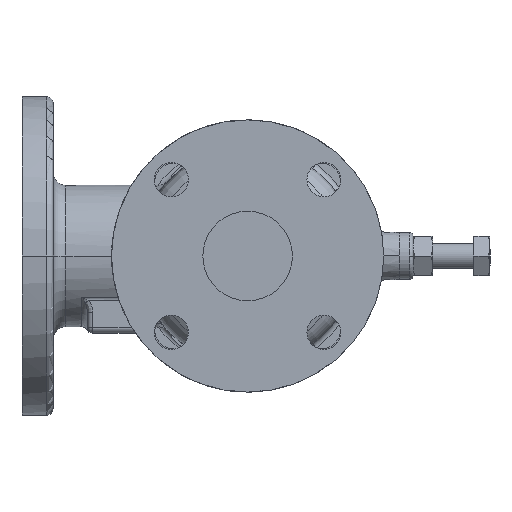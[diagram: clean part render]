
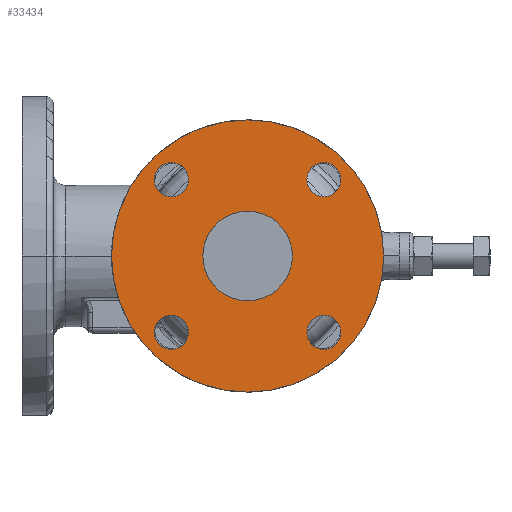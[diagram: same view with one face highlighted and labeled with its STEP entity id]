
A CAD part, left-side view. The second image highlights one B-rep face of the part: STEP entity #33434.
In plain terms, the highlighted planar face has unit normal (-1, 0, 0).
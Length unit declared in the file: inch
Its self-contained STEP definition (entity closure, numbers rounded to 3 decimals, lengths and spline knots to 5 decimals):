
#273 = CARTESIAN_POINT ( 'NONE',  ( -6.02362, -2.05131, -1.67729 ) ) ;
#555 = FACE_BOUND ( 'NONE', #35378, .T. ) ;
#710 = ORIENTED_EDGE ( 'NONE', *, *, #32359, .F. ) ;
#1441 = ORIENTED_EDGE ( 'NONE', *, *, #38181, .F. ) ;
#1712 = ORIENTED_EDGE ( 'NONE', *, *, #31906, .T. ) ;
#2105 = CARTESIAN_POINT ( 'NONE',  ( -6.02362, -0.98425, 0. ) ) ;
#2519 = CARTESIAN_POINT ( 'NONE',  ( -6.02362, 0., 0. ) ) ;
#3941 = DIRECTION ( 'NONE',  ( -1., 0., 0. ) ) ;
#4469 = VERTEX_POINT ( 'NONE', #16587 ) ;
#4539 = CIRCLE ( 'NONE', #9918, 0.37402 ) ;
#4851 = CARTESIAN_POINT ( 'NONE',  ( -6.02362, -1.30327, -1.67729 ) ) ;
#5174 = AXIS2_PLACEMENT_3D ( 'NONE', #27744, #8502, #30978 ) ;
#5185 = EDGE_CURVE ( 'NONE', #34958, #27800, #9699, .T. ) ;
#5372 = VERTEX_POINT ( 'NONE', #36451 ) ;
#5602 = EDGE_LOOP ( 'NONE', ( #32333, #1712 ) ) ;
#5745 = DIRECTION ( 'NONE',  ( 0., -1., 0. ) ) ;
#5941 = CARTESIAN_POINT ( 'NONE',  ( -6.02362, 2.99213, 0. ) ) ;
#7504 = EDGE_LOOP ( 'NONE', ( #15961, #34024 ) ) ;
#7530 = AXIS2_PLACEMENT_3D ( 'NONE', #11108, #33551, #14311 ) ;
#7951 = VERTEX_POINT ( 'NONE', #21047 ) ;
#8133 = FACE_OUTER_BOUND ( 'NONE', #5602, .T. ) ;
#8502 = DIRECTION ( 'NONE',  ( -1., 0., 0. ) ) ;
#8643 = CARTESIAN_POINT ( 'NONE',  ( -6.02362, -1.67729, -1.67729 ) ) ;
#9089 = EDGE_LOOP ( 'NONE', ( #1441, #38040 ) ) ;
#9111 = AXIS2_PLACEMENT_3D ( 'NONE', #23144, #3941, #26394 ) ;
#9132 = FACE_BOUND ( 'NONE', #7504, .T. ) ;
#9655 = AXIS2_PLACEMENT_3D ( 'NONE', #14237, #36673, #17498 ) ;
#9699 = CIRCLE ( 'NONE', #41320, 0.37402 ) ;
#9918 = AXIS2_PLACEMENT_3D ( 'NONE', #33175, #13956, #36374 ) ;
#10577 = DIRECTION ( 'NONE',  ( -1., 0., 0. ) ) ;
#10820 = VERTEX_POINT ( 'NONE', #31907 ) ;
#10990 = AXIS2_PLACEMENT_3D ( 'NONE', #36845, #17666, #40082 ) ;
#11108 = CARTESIAN_POINT ( 'NONE',  ( -6.02362, 0., 0. ) ) ;
#11892 = DIRECTION ( 'NONE',  ( 0., -1., 0. ) ) ;
#12136 = CIRCLE ( 'NONE', #7530, 0.98425 ) ;
#13015 = VERTEX_POINT ( 'NONE', #2105 ) ;
#13452 = EDGE_CURVE ( 'NONE', #41463, #27037, #40370, .T. ) ;
#13859 = VERTEX_POINT ( 'NONE', #5941 ) ;
#13956 = DIRECTION ( 'NONE',  ( -1., 0., 0. ) ) ;
#14237 = CARTESIAN_POINT ( 'NONE',  ( -6.02362, 1.67729, -1.67729 ) ) ;
#14311 = DIRECTION ( 'NONE',  ( 0., -1., 0. ) ) ;
#15489 = CARTESIAN_POINT ( 'NONE',  ( -6.02362, -1.30327, 1.67729 ) ) ;
#15896 = EDGE_CURVE ( 'NONE', #29073, #5372, #28733, .T. ) ;
#15961 = ORIENTED_EDGE ( 'NONE', *, *, #13452, .F. ) ;
#16226 = DIRECTION ( 'NONE',  ( -1., 0., 0. ) ) ;
#16587 = CARTESIAN_POINT ( 'NONE',  ( -6.02362, -2.99213, 0. ) ) ;
#16652 = FACE_BOUND ( 'NONE', #33905, .T. ) ;
#16665 = CARTESIAN_POINT ( 'NONE',  ( -6.02362, -1.67729, -1.67729 ) ) ;
#16749 = DIRECTION ( 'NONE',  ( -1., 0., 0. ) ) ;
#17498 = DIRECTION ( 'NONE',  ( 0., -1., 0. ) ) ;
#17657 = CIRCLE ( 'NONE', #27686, 2.99213 ) ;
#17666 = DIRECTION ( 'NONE',  ( -1., 0., 0. ) ) ;
#17733 = CARTESIAN_POINT ( 'NONE',  ( -6.02362, -1.67729, 1.67729 ) ) ;
#17794 = CIRCLE ( 'NONE', #9655, 0.37402 ) ;
#19928 = DIRECTION ( 'NONE',  ( 0., -1., 0. ) ) ;
#20332 = ORIENTED_EDGE ( 'NONE', *, *, #34347, .F. ) ;
#20377 = ORIENTED_EDGE ( 'NONE', *, *, #38479, .F. ) ;
#20967 = DIRECTION ( 'NONE',  ( 0., -1., 0. ) ) ;
#21047 = CARTESIAN_POINT ( 'NONE',  ( -6.02362, 0.98425, 0. ) ) ;
#21379 = VERTEX_POINT ( 'NONE', #22553 ) ;
#21714 = AXIS2_PLACEMENT_3D ( 'NONE', #29814, #10577, #33036 ) ;
#21743 = CIRCLE ( 'NONE', #27413, 0.98425 ) ;
#22553 = CARTESIAN_POINT ( 'NONE',  ( -6.02362, 2.05131, -1.67729 ) ) ;
#23144 = CARTESIAN_POINT ( 'NONE',  ( -6.02362, 0., 0. ) ) ;
#24242 = EDGE_CURVE ( 'NONE', #27800, #34958, #29061, .T. ) ;
#24995 = DIRECTION ( 'NONE',  ( -1., 0., 0. ) ) ;
#25230 = FACE_BOUND ( 'NONE', #26311, .T. ) ;
#26265 = CARTESIAN_POINT ( 'NONE',  ( -6.02362, 1.30327, 1.67729 ) ) ;
#26311 = EDGE_LOOP ( 'NONE', ( #20377, #30424 ) ) ;
#26394 = DIRECTION ( 'NONE',  ( 0., -1., 0. ) ) ;
#27037 = VERTEX_POINT ( 'NONE', #38772 ) ;
#27413 = AXIS2_PLACEMENT_3D ( 'NONE', #35966, #16749, #39158 ) ;
#27686 = AXIS2_PLACEMENT_3D ( 'NONE', #2519, #24995, #5745 ) ;
#27744 = CARTESIAN_POINT ( 'NONE',  ( -6.02362, 1.67729, -1.67729 ) ) ;
#27800 = VERTEX_POINT ( 'NONE', #4851 ) ;
#28012 = ORIENTED_EDGE ( 'NONE', *, *, #5185, .F. ) ;
#28733 = CIRCLE ( 'NONE', #31826, 0.37402 ) ;
#28781 = CIRCLE ( 'NONE', #10990, 2.99213 ) ;
#29061 = CIRCLE ( 'NONE', #38964, 0.37402 ) ;
#29073 = VERTEX_POINT ( 'NONE', #15489 ) ;
#29814 = CARTESIAN_POINT ( 'NONE',  ( -6.02362, 1.67729, 1.67729 ) ) ;
#30424 = ORIENTED_EDGE ( 'NONE', *, *, #37555, .F. ) ;
#30494 = ORIENTED_EDGE ( 'NONE', *, *, #24242, .F. ) ;
#30978 = DIRECTION ( 'NONE',  ( 0., -1., 0. ) ) ;
#31126 = DIRECTION ( 'NONE',  ( -1., 0., 0. ) ) ;
#31826 = AXIS2_PLACEMENT_3D ( 'NONE', #35436, #16226, #38631 ) ;
#31906 = EDGE_CURVE ( 'NONE', #13859, #4469, #28781, .T. ) ;
#31907 = CARTESIAN_POINT ( 'NONE',  ( -6.02362, 1.30327, -1.67729 ) ) ;
#32333 = ORIENTED_EDGE ( 'NONE', *, *, #34486, .T. ) ;
#32359 = EDGE_CURVE ( 'NONE', #13015, #7951, #21743, .T. ) ;
#33036 = DIRECTION ( 'NONE',  ( 0., -1., 0. ) ) ;
#33175 = CARTESIAN_POINT ( 'NONE',  ( -6.02362, 1.67729, 1.67729 ) ) ;
#33434 = ADVANCED_FACE ( 'NONE', ( #33749, #9132, #555, #25230, #16652, #8133 ), #35891, .T. ) ;
#33551 = DIRECTION ( 'NONE',  ( -1., 0., 0. ) ) ;
#33749 = FACE_BOUND ( 'NONE', #9089, .T. ) ;
#33905 = EDGE_LOOP ( 'NONE', ( #710, #20332 ) ) ;
#34024 = ORIENTED_EDGE ( 'NONE', *, *, #36492, .F. ) ;
#34323 = CIRCLE ( 'NONE', #36836, 0.37402 ) ;
#34347 = EDGE_CURVE ( 'NONE', #7951, #13015, #12136, .T. ) ;
#34486 = EDGE_CURVE ( 'NONE', #4469, #13859, #17657, .T. ) ;
#34958 = VERTEX_POINT ( 'NONE', #273 ) ;
#35378 = EDGE_LOOP ( 'NONE', ( #28012, #30494 ) ) ;
#35436 = CARTESIAN_POINT ( 'NONE',  ( -6.02362, -1.67729, 1.67729 ) ) ;
#35891 = PLANE ( 'NONE',  #9111 ) ;
#35966 = CARTESIAN_POINT ( 'NONE',  ( -6.02362, 0., 0. ) ) ;
#36374 = DIRECTION ( 'NONE',  ( 0., -1., 0. ) ) ;
#36451 = CARTESIAN_POINT ( 'NONE',  ( -6.02362, -2.05131, 1.67729 ) ) ;
#36492 = EDGE_CURVE ( 'NONE', #27037, #41463, #4539, .T. ) ;
#36673 = DIRECTION ( 'NONE',  ( -1., 0., 0. ) ) ;
#36836 = AXIS2_PLACEMENT_3D ( 'NONE', #17733, #40143, #20967 ) ;
#36845 = CARTESIAN_POINT ( 'NONE',  ( -6.02362, 0., 0. ) ) ;
#37555 = EDGE_CURVE ( 'NONE', #21379, #10820, #17794, .T. ) ;
#37801 = CIRCLE ( 'NONE', #5174, 0.37402 ) ;
#38040 = ORIENTED_EDGE ( 'NONE', *, *, #15896, .F. ) ;
#38181 = EDGE_CURVE ( 'NONE', #5372, #29073, #34323, .T. ) ;
#38479 = EDGE_CURVE ( 'NONE', #10820, #21379, #37801, .T. ) ;
#38631 = DIRECTION ( 'NONE',  ( 0., -1., 0. ) ) ;
#38772 = CARTESIAN_POINT ( 'NONE',  ( -6.02362, 2.05131, 1.67729 ) ) ;
#38964 = AXIS2_PLACEMENT_3D ( 'NONE', #8643, #31126, #11892 ) ;
#39078 = DIRECTION ( 'NONE',  ( -1., 0., 0. ) ) ;
#39158 = DIRECTION ( 'NONE',  ( 0., -1., 0. ) ) ;
#40082 = DIRECTION ( 'NONE',  ( 0., -1., 0. ) ) ;
#40143 = DIRECTION ( 'NONE',  ( -1., 0., 0. ) ) ;
#40370 = CIRCLE ( 'NONE', #21714, 0.37402 ) ;
#41320 = AXIS2_PLACEMENT_3D ( 'NONE', #16665, #39078, #19928 ) ;
#41463 = VERTEX_POINT ( 'NONE', #26265 ) ;
